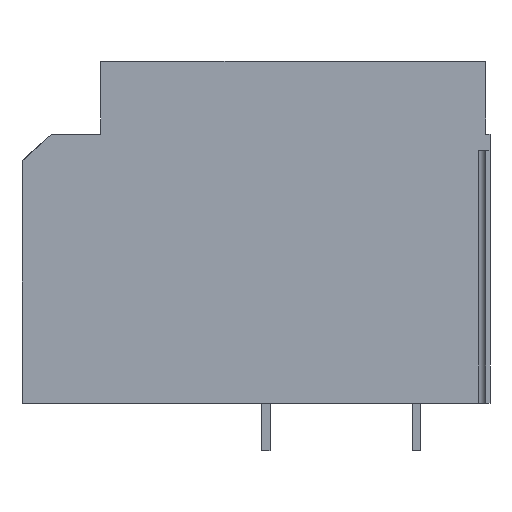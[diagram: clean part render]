
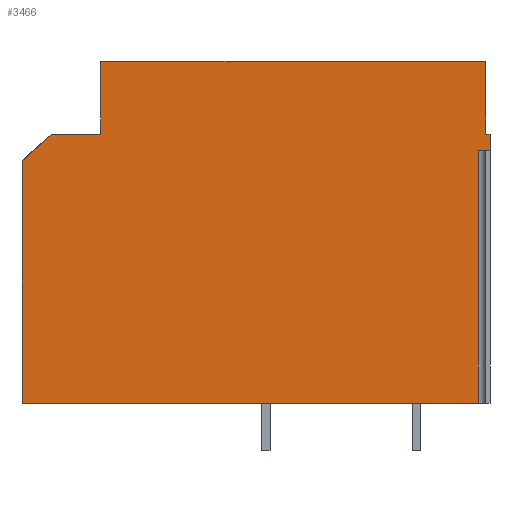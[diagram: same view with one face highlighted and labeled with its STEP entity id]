
A CAD part, left-side view. The second image highlights one B-rep face of the part: STEP entity #3466.
In plain terms, the highlighted planar face has unit normal (-1, 0, 0).
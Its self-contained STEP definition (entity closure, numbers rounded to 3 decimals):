
#134=DIRECTION('',(0.,0.743,-0.669));
#135=VECTOR('',#134,26.907);
#136=CARTESIAN_POINT('',(-108.,295.,66.));
#137=LINE('',#136,#135);
#138=DIRECTION('',(0.,1.,0.));
#139=VECTOR('',#138,33.);
#140=CARTESIAN_POINT('',(-108.,262.,66.));
#141=LINE('',#140,#139);
#142=DIRECTION('',(0.,0.,-1.));
#143=VECTOR('',#142,49.);
#144=CARTESIAN_POINT('',(-108.,262.,115.));
#145=LINE('',#144,#143);
#146=DIRECTION('',(0.,-1.,0.));
#147=VECTOR('',#146,259.);
#148=CARTESIAN_POINT('',(-108.,262.,115.));
#149=LINE('',#148,#147);
#150=DIRECTION('',(0.,0.,-1.));
#151=VECTOR('',#150,49.);
#152=CARTESIAN_POINT('',(-108.,3.,115.));
#153=LINE('',#152,#151);
#154=DIRECTION('',(0.,-1.,0.));
#155=VECTOR('',#154,3.);
#156=CARTESIAN_POINT('',(-108.,3.,66.));
#157=LINE('',#156,#155);
#158=DIRECTION('',(0.,0.,-1.));
#159=VECTOR('',#158,170.);
#160=CARTESIAN_POINT('',(-108.,8.,55.));
#161=LINE('',#160,#159);
#166=DIRECTION('',(0.,0.,1.));
#167=VECTOR('',#166,163.);
#168=CARTESIAN_POINT('',(-108.,315.,-115.));
#169=LINE('',#168,#167);
#1034=DIRECTION('',(0.,0.,-1.));
#1035=VECTOR('',#1034,11.);
#1036=CARTESIAN_POINT('',(-108.,0.,66.));
#1037=LINE('',#1036,#1035);
#1232=DIRECTION('',(0.,-1.,0.));
#1233=VECTOR('',#1232,307.);
#1234=CARTESIAN_POINT('',(-108.,315.,-115.));
#1235=LINE('',#1234,#1233);
#1358=DIRECTION('',(0.,-1.,0.));
#1359=VECTOR('',#1358,8.);
#1360=CARTESIAN_POINT('',(-108.,8.,55.));
#1361=LINE('',#1360,#1359);
#2765=CARTESIAN_POINT('',(-108.,315.,-115.));
#2767=VERTEX_POINT('',#2765);
#2774=CARTESIAN_POINT('',(-108.,0.,55.));
#2775=VERTEX_POINT('',#2774);
#2782=CARTESIAN_POINT('',(-108.,262.,115.));
#2784=VERTEX_POINT('',#2782);
#2786=CARTESIAN_POINT('',(-108.,3.,66.));
#2787=CARTESIAN_POINT('',(-108.,0.,66.));
#2788=VERTEX_POINT('',#2786);
#2789=VERTEX_POINT('',#2787);
#2790=CARTESIAN_POINT('',(-108.,262.,66.));
#2791=VERTEX_POINT('',#2790);
#2794=CARTESIAN_POINT('',(-108.,3.,115.));
#2795=VERTEX_POINT('',#2794);
#2910=CARTESIAN_POINT('',(-108.,8.,55.));
#2911=CARTESIAN_POINT('',(-108.,8.,-115.));
#2912=VERTEX_POINT('',#2910);
#2913=VERTEX_POINT('',#2911);
#3043=CARTESIAN_POINT('',(-108.,315.,48.));
#3045=VERTEX_POINT('',#3043);
#3046=CARTESIAN_POINT('',(-108.,295.,66.));
#3048=VERTEX_POINT('',#3046);
#3439=CARTESIAN_POINT('',(-108.,3.,115.));
#3440=DIRECTION('',(1.,0.,0.));
#3441=DIRECTION('',(0.,1.,0.));
#3442=AXIS2_PLACEMENT_3D('',#3439,#3440,#3441);
#3443=PLANE('',#3442);
#3445=ORIENTED_EDGE('',*,*,#3444,.T.);
#3447=ORIENTED_EDGE('',*,*,#3446,.F.);
#3449=ORIENTED_EDGE('',*,*,#3448,.F.);
#3450=ORIENTED_EDGE('',*,*,#3430,.F.);
#3451=ORIENTED_EDGE('',*,*,#3349,.T.);
#3453=ORIENTED_EDGE('',*,*,#3452,.T.);
#3455=ORIENTED_EDGE('',*,*,#3454,.T.);
#3457=ORIENTED_EDGE('',*,*,#3456,.T.);
#3459=ORIENTED_EDGE('',*,*,#3458,.F.);
#3461=ORIENTED_EDGE('',*,*,#3460,.T.);
#3463=ORIENTED_EDGE('',*,*,#3462,.F.);
#3464=EDGE_LOOP('',(#3445,#3447,#3449,#3450,#3451,#3453,#3455,#3457,#3459,#3461,
#3463));
#3465=FACE_OUTER_BOUND('',#3464,.F.);
#3349=EDGE_CURVE('',#2784,#2795,#149,.T.);
#3430=EDGE_CURVE('',#2784,#2791,#145,.T.);
#3444=EDGE_CURVE('',#2767,#3045,#169,.T.);
#3446=EDGE_CURVE('',#3048,#3045,#137,.T.);
#3448=EDGE_CURVE('',#2791,#3048,#141,.T.);
#3452=EDGE_CURVE('',#2795,#2788,#153,.T.);
#3454=EDGE_CURVE('',#2788,#2789,#157,.T.);
#3456=EDGE_CURVE('',#2789,#2775,#1037,.T.);
#3458=EDGE_CURVE('',#2912,#2775,#1361,.T.);
#3460=EDGE_CURVE('',#2912,#2913,#161,.T.);
#3462=EDGE_CURVE('',#2767,#2913,#1235,.T.);
#3466=ADVANCED_FACE('',(#3465),#3443,.F.);
